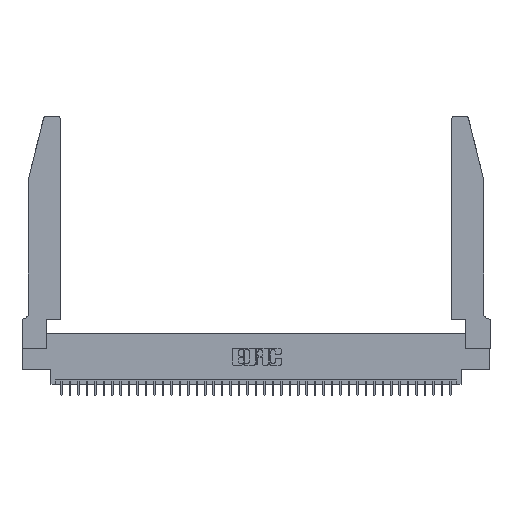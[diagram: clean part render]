
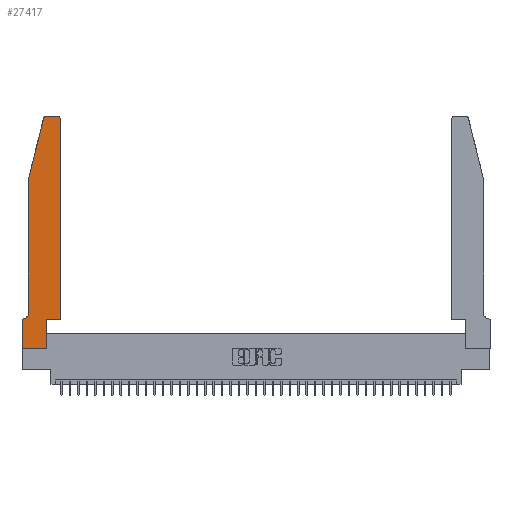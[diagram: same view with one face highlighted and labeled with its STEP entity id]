
A CAD part, top view. The second image highlights one B-rep face of the part: STEP entity #27417.
In plain terms, the highlighted planar face has unit normal (0, 0, 1).
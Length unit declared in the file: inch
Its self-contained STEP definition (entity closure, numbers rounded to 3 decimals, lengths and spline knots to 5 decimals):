
#62 = ORIENTED_EDGE ( 'NONE', *, *, #14555, .T. ) ;
#667 = CARTESIAN_POINT ( 'NONE',  ( 0., 0.35, 0.37 ) ) ;
#883 = EDGE_CURVE ( 'NONE', #13801, #39213, #30075, .T. ) ;
#1234 = AXIS2_PLACEMENT_3D ( 'NONE', #6303, #25896, #12748 ) ;
#2779 = EDGE_CURVE ( 'NONE', #28350, #11609, #5900, .T. ) ;
#3156 = LINE ( 'NONE', #15847, #13740 ) ;
#3568 = VECTOR ( 'NONE', #28197, 39.37008 ) ;
#4725 = ORIENTED_EDGE ( 'NONE', *, *, #18029, .T. ) ;
#4782 = CARTESIAN_POINT ( 'NONE',  ( 0.0755, 2., 0.37 ) ) ;
#5900 = LINE ( 'NONE', #15458, #3568 ) ;
#6099 = DIRECTION ( 'NONE',  ( 0., 1., 0. ) ) ;
#6277 = VECTOR ( 'NONE', #26545, 39.37008 ) ;
#6303 = CARTESIAN_POINT ( 'NONE',  ( 0.4205, 2.72, 0.37 ) ) ;
#6905 = VECTOR ( 'NONE', #6099, 39.37008 ) ;
#8873 = VECTOR ( 'NONE', #15270, 39.37008 ) ;
#8876 = LINE ( 'NONE', #31203, #23051 ) ;
#9370 = LINE ( 'NONE', #25409, #40981 ) ;
#9474 = VERTEX_POINT ( 'NONE', #32645 ) ;
#10029 = DIRECTION ( 'NONE',  ( 1., 0., 0. ) ) ;
#10180 = DIRECTION ( 'NONE',  ( 0., 0., -1. ) ) ;
#10226 = PLANE ( 'NONE',  #29099 ) ;
#10381 = ORIENTED_EDGE ( 'NONE', *, *, #17238, .T. ) ;
#11092 = CARTESIAN_POINT ( 'NONE',  ( 0.0755, 0.42, 0.37 ) ) ;
#11609 = VERTEX_POINT ( 'NONE', #13701 ) ;
#12093 = AXIS2_PLACEMENT_3D ( 'NONE', #13830, #20074, #32828 ) ;
#12383 = AXIS2_PLACEMENT_3D ( 'NONE', #35657, #10180, #38979 ) ;
#12583 = VERTEX_POINT ( 'NONE', #11092 ) ;
#12748 = DIRECTION ( 'NONE',  ( 1., 0., 0. ) ) ;
#13701 = CARTESIAN_POINT ( 'NONE',  ( 0., 0., 0.37 ) ) ;
#13740 = VECTOR ( 'NONE', #28994, 39.37008 ) ;
#13801 = VERTEX_POINT ( 'NONE', #32616 ) ;
#13830 = CARTESIAN_POINT ( 'NONE',  ( 0.284, 2.72, 0.37 ) ) ;
#14555 = EDGE_CURVE ( 'NONE', #39213, #26117, #31165, .T. ) ;
#14653 = VERTEX_POINT ( 'NONE', #28651 ) ;
#14848 = VECTOR ( 'NONE', #33238, 39.37008 ) ;
#15270 = DIRECTION ( 'NONE',  ( 0., -1., 0. ) ) ;
#15458 = CARTESIAN_POINT ( 'NONE',  ( 0., 0., 0.37 ) ) ;
#15641 = ORIENTED_EDGE ( 'NONE', *, *, #28626, .T. ) ;
#15847 = CARTESIAN_POINT ( 'NONE',  ( 0.2605, 2.75, 0.37 ) ) ;
#15907 = CARTESIAN_POINT ( 'NONE',  ( 0.0755, 2., 0.37 ) ) ;
#17238 = EDGE_CURVE ( 'NONE', #34311, #28350, #23405, .T. ) ;
#18029 = EDGE_CURVE ( 'NONE', #27117, #31585, #9370, .T. ) ;
#18176 = LINE ( 'NONE', #27794, #8873 ) ;
#19163 = DIRECTION ( 'NONE',  ( 0., 1., 0. ) ) ;
#19873 = CARTESIAN_POINT ( 'NONE',  ( 0.0755, 0.35, 0.37 ) ) ;
#20074 = DIRECTION ( 'NONE',  ( 0., 0., 1. ) ) ;
#20340 = VERTEX_POINT ( 'NONE', #39314 ) ;
#20685 = CARTESIAN_POINT ( 'NONE',  ( 0.4505, 0.35, 0.37 ) ) ;
#20931 = ORIENTED_EDGE ( 'NONE', *, *, #25981, .T. ) ;
#21372 = DIRECTION ( 'NONE',  ( 1., 0., 0. ) ) ;
#21498 = CARTESIAN_POINT ( 'NONE',  ( 0.4505, 2.72, 0.37 ) ) ;
#21668 = VECTOR ( 'NONE', #24883, 39.37008 ) ;
#22676 = CARTESIAN_POINT ( 'NONE',  ( 0.25487, 2.72718, 0.37 ) ) ;
#23051 = VECTOR ( 'NONE', #21372, 39.37008 ) ;
#23061 = CARTESIAN_POINT ( 'NONE',  ( 0., 0.35, 0.37 ) ) ;
#23405 = LINE ( 'NONE', #19873, #6277 ) ;
#24883 = DIRECTION ( 'NONE',  ( -0.239, -0.971, 0. ) ) ;
#25409 = CARTESIAN_POINT ( 'NONE',  ( 0.4505, 0.35, 0.37 ) ) ;
#25544 = EDGE_LOOP ( 'NONE', ( #39451, #31105, #62, #41073, #20931, #10381, #38275, #31665, #40354, #29658, #4725, #15641 ) ) ;
#25683 = CIRCLE ( 'NONE', #12383, 0.07 ) ;
#25888 = DIRECTION ( 'NONE',  ( 0., 0., 1. ) ) ;
#25896 = DIRECTION ( 'NONE',  ( 0., 0., 1. ) ) ;
#25981 = EDGE_CURVE ( 'NONE', #12583, #34311, #25683, .T. ) ;
#26117 = VERTEX_POINT ( 'NONE', #4782 ) ;
#26133 = LINE ( 'NONE', #32625, #14848 ) ;
#26545 = DIRECTION ( 'NONE',  ( -1., 0., 0. ) ) ;
#27117 = VERTEX_POINT ( 'NONE', #20685 ) ;
#27417 = ADVANCED_FACE ( 'NONE', ( #38812 ), #10226, .T. ) ;
#27794 = CARTESIAN_POINT ( 'NONE',  ( 0.0755, 2., 0.37 ) ) ;
#28197 = DIRECTION ( 'NONE',  ( 0., -1., 0. ) ) ;
#28350 = VERTEX_POINT ( 'NONE', #23061 ) ;
#28626 = EDGE_CURVE ( 'NONE', #31585, #9474, #34532, .T. ) ;
#28651 = CARTESIAN_POINT ( 'NONE',  ( 0.2865, 0., 0.37 ) ) ;
#28994 = DIRECTION ( 'NONE',  ( -1., 0., 0. ) ) ;
#29099 = AXIS2_PLACEMENT_3D ( 'NONE', #667, #25888, #10029 ) ;
#29658 = ORIENTED_EDGE ( 'NONE', *, *, #32719, .T. ) ;
#30075 = CIRCLE ( 'NONE', #12093, 0.03 ) ;
#30271 = CARTESIAN_POINT ( 'NONE',  ( 0.0055, 0.35, 0.37 ) ) ;
#31105 = ORIENTED_EDGE ( 'NONE', *, *, #883, .T. ) ;
#31165 = LINE ( 'NONE', #15907, #21668 ) ;
#31203 = CARTESIAN_POINT ( 'NONE',  ( 0., 0., 0.37 ) ) ;
#31266 = EDGE_CURVE ( 'NONE', #11609, #14653, #8876, .T. ) ;
#31585 = VERTEX_POINT ( 'NONE', #21498 ) ;
#31665 = ORIENTED_EDGE ( 'NONE', *, *, #31266, .T. ) ;
#31766 = LINE ( 'NONE', #34691, #6905 ) ;
#32616 = CARTESIAN_POINT ( 'NONE',  ( 0.284, 2.75, 0.37 ) ) ;
#32625 = CARTESIAN_POINT ( 'NONE',  ( 0.4505, 0.35, 0.37 ) ) ;
#32645 = CARTESIAN_POINT ( 'NONE',  ( 0.4205, 2.75, 0.37 ) ) ;
#32719 = EDGE_CURVE ( 'NONE', #20340, #27117, #26133, .T. ) ;
#32828 = DIRECTION ( 'NONE',  ( 1., 0., 0. ) ) ;
#32927 = EDGE_CURVE ( 'NONE', #26117, #12583, #18176, .T. ) ;
#33238 = DIRECTION ( 'NONE',  ( 1., 0., 0. ) ) ;
#34311 = VERTEX_POINT ( 'NONE', #30271 ) ;
#34532 = CIRCLE ( 'NONE', #1234, 0.03 ) ;
#34691 = CARTESIAN_POINT ( 'NONE',  ( 0.2865, 0.35, 0.37 ) ) ;
#35657 = CARTESIAN_POINT ( 'NONE',  ( 0.0055, 0.42, 0.37 ) ) ;
#35695 = EDGE_CURVE ( 'NONE', #14653, #20340, #31766, .T. ) ;
#38275 = ORIENTED_EDGE ( 'NONE', *, *, #2779, .T. ) ;
#38812 = FACE_OUTER_BOUND ( 'NONE', #25544, .T. ) ;
#38815 = EDGE_CURVE ( 'NONE', #9474, #13801, #3156, .T. ) ;
#38979 = DIRECTION ( 'NONE',  ( -1., 0., 0. ) ) ;
#39213 = VERTEX_POINT ( 'NONE', #22676 ) ;
#39314 = CARTESIAN_POINT ( 'NONE',  ( 0.2865, 0.35, 0.37 ) ) ;
#39451 = ORIENTED_EDGE ( 'NONE', *, *, #38815, .T. ) ;
#40354 = ORIENTED_EDGE ( 'NONE', *, *, #35695, .T. ) ;
#40981 = VECTOR ( 'NONE', #19163, 39.37008 ) ;
#41073 = ORIENTED_EDGE ( 'NONE', *, *, #32927, .T. ) ;
